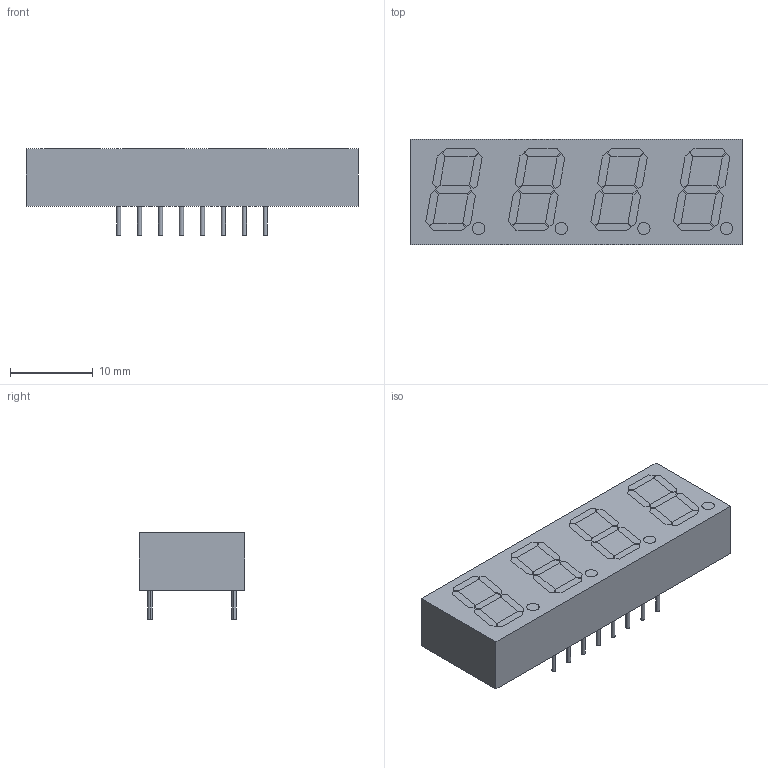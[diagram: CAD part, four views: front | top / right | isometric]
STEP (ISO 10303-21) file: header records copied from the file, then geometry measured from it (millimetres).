
FILE_DESCRIPTION (( 'STEP AP214' ), '1' );
FILE_NAME ('TDCR1050M.STEP', '2022-12-15T01:59:17', ( '' ), ( '' ), 'SwSTEP 2.0', 'SolidWorks 2022', '' );
FILE_SCHEMA (( 'AUTOMOTIVE_DESIGN' ));
Length unit declared in the file: millimetre
Products named in the file (1): TDCR1050M
Bounding box: 40.2 x 12.8 x 10.5 mm (x, y, z)
Volume: 3612.9 mm3; surface area: 2137 mm2
Topology: 49 solids, 49 shells, 518 faces, 1164 edges, 776 vertices
Faces by surface type: plane 470, cylinder 48
Entity records: 18080 total; most frequent: CARTESIAN_POINT 2459, ORIENTED_EDGE 2328, DIRECTION 2298, EDGE_CURVE 1164, VECTOR 1068, LINE 1068, VERTEX_POINT 776, AXIS2_PLACEMENT_3D 615
